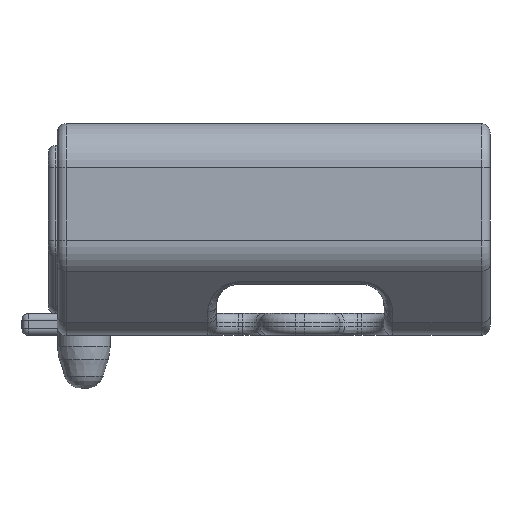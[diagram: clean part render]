
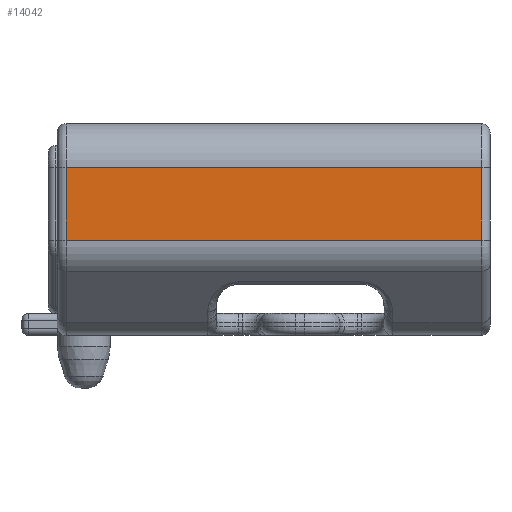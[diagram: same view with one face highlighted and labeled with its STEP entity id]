
A CAD part, left-side view. The second image highlights one B-rep face of the part: STEP entity #14042.
In plain terms, the highlighted planar face has unit normal (-1, 0, 0).
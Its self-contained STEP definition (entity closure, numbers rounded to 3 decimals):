
#3427 = CYLINDRICAL_SURFACE('',#3428,0.5);
#3428 = AXIS2_PLACEMENT_3D('',#3429,#3430,#3431);
#3429 = CARTESIAN_POINT('',(-3.2,2.75,1.08));
#3430 = DIRECTION('',(0.,1.,0.));
#3431 = DIRECTION('',(1.,0.,0.));
#3959 = CYLINDRICAL_SURFACE('',#3960,0.1);
#3960 = AXIS2_PLACEMENT_3D('',#3961,#3962,#3963);
#3961 = CARTESIAN_POINT('',(-3.6,2.65,1.9));
#3962 = DIRECTION('',(0.,0.,-1.));
#3963 = DIRECTION('',(-1.,0.,-0.));
#7102 = CYLINDRICAL_SURFACE('',#7103,0.1);
#7103 = AXIS2_PLACEMENT_3D('',#7104,#7105,#7106);
#7104 = CARTESIAN_POINT('',(-3.6,-2.05,1.08));
#7105 = DIRECTION('',(0.,0.,1.));
#7106 = DIRECTION('',(0.,-1.,0.));
#8497 = EDGE_CURVE('',#8498,#8500,#8502,.T.);
#8498 = VERTEX_POINT('',#8499);
#8499 = CARTESIAN_POINT('',(-3.7,2.65,1.08));
#8500 = VERTEX_POINT('',#8501);
#8501 = CARTESIAN_POINT('',(-3.7,-2.05,1.08));
#8502 = SURFACE_CURVE('',#8503,(#8507,#8513),.PCURVE_S1.);
#8503 = LINE('',#8504,#8505);
#8504 = CARTESIAN_POINT('',(-3.7,2.75,1.08));
#8505 = VECTOR('',#8506,1.);
#8506 = DIRECTION('',(0.,-1.,0.));
#8507 = PCURVE('',#3427,#8508);
#8508 = DEFINITIONAL_REPRESENTATION('',(#8509),#8512);
#8509 = B_SPLINE_CURVE_WITH_KNOTS('',1,(#8510,#8511),.UNSPECIFIED.,.F.,
  .F.,(2,2),(0.1,4.8),.PIECEWISE_BEZIER_KNOTS.);
#8510 = CARTESIAN_POINT('',(-3.142,-0.1));
#8511 = CARTESIAN_POINT('',(-3.142,-4.8));
#8512 = ( GEOMETRIC_REPRESENTATION_CONTEXT(2) 
PARAMETRIC_REPRESENTATION_CONTEXT() REPRESENTATION_CONTEXT('2D SPACE',''
  ) );
#8513 = PCURVE('',#8514,#8519);
#8514 = PLANE('',#8515);
#8515 = AXIS2_PLACEMENT_3D('',#8516,#8517,#8518);
#8516 = CARTESIAN_POINT('',(-3.7,2.75,1.9));
#8517 = DIRECTION('',(1.,0.,0.));
#8518 = DIRECTION('',(0.,0.,-1.));
#8519 = DEFINITIONAL_REPRESENTATION('',(#8520),#8524);
#8520 = LINE('',#8521,#8522);
#8521 = CARTESIAN_POINT('',(0.82,0.));
#8522 = VECTOR('',#8523,1.);
#8523 = DIRECTION('',(0.,-1.));
#8524 = ( GEOMETRIC_REPRESENTATION_CONTEXT(2) 
PARAMETRIC_REPRESENTATION_CONTEXT() REPRESENTATION_CONTEXT('2D SPACE',''
  ) );
#9149 = VERTEX_POINT('',#9150);
#9150 = CARTESIAN_POINT('',(-3.7,2.65,1.9));
#9172 = EDGE_CURVE('',#9149,#8498,#9173,.T.);
#9173 = SURFACE_CURVE('',#9174,(#9178,#9184),.PCURVE_S1.);
#9174 = LINE('',#9175,#9176);
#9175 = CARTESIAN_POINT('',(-3.7,2.65,1.9));
#9176 = VECTOR('',#9177,1.);
#9177 = DIRECTION('',(0.,0.,-1.));
#9178 = PCURVE('',#3959,#9179);
#9179 = DEFINITIONAL_REPRESENTATION('',(#9180),#9183);
#9180 = B_SPLINE_CURVE_WITH_KNOTS('',1,(#9181,#9182),.UNSPECIFIED.,.F.,
  .F.,(2,2),(0.,0.82),
  .PIECEWISE_BEZIER_KNOTS.);
#9181 = CARTESIAN_POINT('',(0.,0.));
#9182 = CARTESIAN_POINT('',(0.,0.82));
#9183 = ( GEOMETRIC_REPRESENTATION_CONTEXT(2) 
PARAMETRIC_REPRESENTATION_CONTEXT() REPRESENTATION_CONTEXT('2D SPACE',''
  ) );
#9184 = PCURVE('',#8514,#9185);
#9185 = DEFINITIONAL_REPRESENTATION('',(#9186),#9190);
#9186 = LINE('',#9187,#9188);
#9187 = CARTESIAN_POINT('',(0.,-0.1));
#9188 = VECTOR('',#9189,1.);
#9189 = DIRECTION('',(1.,0.));
#9190 = ( GEOMETRIC_REPRESENTATION_CONTEXT(2) 
PARAMETRIC_REPRESENTATION_CONTEXT() REPRESENTATION_CONTEXT('2D SPACE',''
  ) );
#9283 = CYLINDRICAL_SURFACE('',#9284,0.5);
#9284 = AXIS2_PLACEMENT_3D('',#9285,#9286,#9287);
#9285 = CARTESIAN_POINT('',(-3.2,2.75,1.9));
#9286 = DIRECTION('',(0.,1.,0.));
#9287 = DIRECTION('',(1.,0.,0.));
#12300 = VERTEX_POINT('',#12301);
#12301 = CARTESIAN_POINT('',(-3.7,-2.05,1.9));
#12413 = EDGE_CURVE('',#8500,#12300,#12414,.T.);
#12414 = SURFACE_CURVE('',#12415,(#12419,#12425),.PCURVE_S1.);
#12415 = LINE('',#12416,#12417);
#12416 = CARTESIAN_POINT('',(-3.7,-2.05,1.08));
#12417 = VECTOR('',#12418,1.);
#12418 = DIRECTION('',(0.,0.,1.));
#12419 = PCURVE('',#7102,#12420);
#12420 = DEFINITIONAL_REPRESENTATION('',(#12421),#12424);
#12421 = B_SPLINE_CURVE_WITH_KNOTS('',1,(#12422,#12423),.UNSPECIFIED.,
  .F.,.F.,(2,2),(0.,0.82),
  .PIECEWISE_BEZIER_KNOTS.);
#12422 = CARTESIAN_POINT('',(-1.571,0.));
#12423 = CARTESIAN_POINT('',(-1.571,0.82));
#12424 = ( GEOMETRIC_REPRESENTATION_CONTEXT(2) 
PARAMETRIC_REPRESENTATION_CONTEXT() REPRESENTATION_CONTEXT('2D SPACE',''
  ) );
#12425 = PCURVE('',#8514,#12426);
#12426 = DEFINITIONAL_REPRESENTATION('',(#12427),#12431);
#12427 = LINE('',#12428,#12429);
#12428 = CARTESIAN_POINT('',(0.82,-4.8));
#12429 = VECTOR('',#12430,1.);
#12430 = DIRECTION('',(-1.,0.));
#12431 = ( GEOMETRIC_REPRESENTATION_CONTEXT(2) 
PARAMETRIC_REPRESENTATION_CONTEXT() REPRESENTATION_CONTEXT('2D SPACE',''
  ) );
#14042 = ADVANCED_FACE('',(#14043),#8514,.F.);
#14043 = FACE_BOUND('',#14044,.F.);
#14044 = EDGE_LOOP('',(#14045,#14065,#14066,#14067));
#14045 = ORIENTED_EDGE('',*,*,#14046,.T.);
#14046 = EDGE_CURVE('',#9149,#12300,#14047,.T.);
#14047 = SURFACE_CURVE('',#14048,(#14052,#14059),.PCURVE_S1.);
#14048 = LINE('',#14049,#14050);
#14049 = CARTESIAN_POINT('',(-3.7,2.75,1.9));
#14050 = VECTOR('',#14051,1.);
#14051 = DIRECTION('',(0.,-1.,0.));
#14052 = PCURVE('',#8514,#14053);
#14053 = DEFINITIONAL_REPRESENTATION('',(#14054),#14058);
#14054 = LINE('',#14055,#14056);
#14055 = CARTESIAN_POINT('',(0.,0.));
#14056 = VECTOR('',#14057,1.);
#14057 = DIRECTION('',(0.,-1.));
#14058 = ( GEOMETRIC_REPRESENTATION_CONTEXT(2) 
PARAMETRIC_REPRESENTATION_CONTEXT() REPRESENTATION_CONTEXT('2D SPACE',''
  ) );
#14059 = PCURVE('',#9283,#14060);
#14060 = DEFINITIONAL_REPRESENTATION('',(#14061),#14064);
#14061 = B_SPLINE_CURVE_WITH_KNOTS('',1,(#14062,#14063),.UNSPECIFIED.,
  .F.,.F.,(2,2),(0.1,4.8),.PIECEWISE_BEZIER_KNOTS.);
#14062 = CARTESIAN_POINT('',(-3.142,-0.1));
#14063 = CARTESIAN_POINT('',(-3.142,-4.8));
#14064 = ( GEOMETRIC_REPRESENTATION_CONTEXT(2) 
PARAMETRIC_REPRESENTATION_CONTEXT() REPRESENTATION_CONTEXT('2D SPACE',''
  ) );
#14065 = ORIENTED_EDGE('',*,*,#12413,.F.);
#14066 = ORIENTED_EDGE('',*,*,#8497,.F.);
#14067 = ORIENTED_EDGE('',*,*,#9172,.F.);
